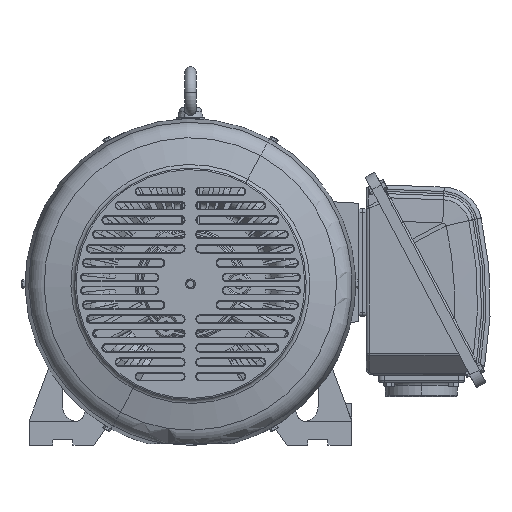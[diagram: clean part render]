
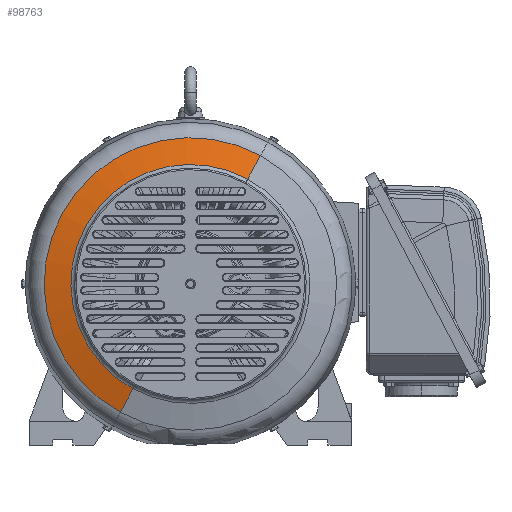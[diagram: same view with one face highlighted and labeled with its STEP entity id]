
A CAD part, front view. The second image highlights one B-rep face of the part: STEP entity #98763.
In plain terms, the highlighted conical face has half-angle 75 degrees and reference radius 166.688 mm.
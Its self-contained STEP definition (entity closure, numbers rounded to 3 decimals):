
#98646=CARTESIAN_POINT('Vertex',(97.792,-362.222,179.006)) ;
#98653=CARTESIAN_POINT('Vertex',(-97.792,-362.222,-179.006)) ;
#98670=CARTESIAN_POINT('Axis2P3D Location',(0.,-362.222,0.)) ;
#98721=CARTESIAN_POINT('Axis2P3D Location',(0.,-372.213,0.)) ;
#98726=CARTESIAN_POINT('Line Origine',(88.853,-367.217,162.645)) ;
#98730=CARTESIAN_POINT('Vertex',(79.915,-372.213,146.283)) ;
#98737=CARTESIAN_POINT('Vertex',(-79.915,-372.213,-146.283)) ;
#98740=CARTESIAN_POINT('Line Origine',(-88.853,-367.217,-162.645)) ;
#98752=CARTESIAN_POINT('Axis2P3D Location',(0.,-372.213,0.)) ;
#98671=DIRECTION('Axis2P3D Direction',(-0.,1.,0.)) ;
#98722=DIRECTION('Axis2P3D Direction',(0.,1.,0.)) ;
#98723=DIRECTION('Axis2P3D XDirection',(-0.479,0.,-0.878)) ;
#98727=DIRECTION('Vector Direction',(0.463,0.259,0.848)) ;
#98741=DIRECTION('Vector Direction',(-0.463,0.259,-0.848)) ;
#98753=DIRECTION('Axis2P3D Direction',(-0.,1.,0.)) ;
#98672=AXIS2_PLACEMENT_3D('Circle Axis2P3D',#98670,#98671,$) ;
#98724=AXIS2_PLACEMENT_3D('Cone Axis2P3D',#98721,#98722,#98723) ;
#98754=AXIS2_PLACEMENT_3D('Circle Axis2P3D',#98752,#98753,$) ;
#98758=ORIENTED_EDGE('',*,*,#98674,.F.) ;
#98759=ORIENTED_EDGE('',*,*,#98744,.T.) ;
#98760=ORIENTED_EDGE('',*,*,#98756,.T.) ;
#98761=ORIENTED_EDGE('',*,*,#98732,.F.) ;
#98728=VECTOR('Line Direction',#98727,1.) ;
#98742=VECTOR('Line Direction',#98741,1.) ;
#98763=ADVANCED_FACE('31407C309.1',(#98762),#98725,.T.) ;
#98673=CIRCLE('generated circle',#98672,203.977) ;
#98755=CIRCLE('generated circle',#98754,166.688) ;
#98725=CONICAL_SURFACE('Cone',#98724,166.688,1.309) ;
#98674=EDGE_CURVE('',#98654,#98647,#98673,.T.) ;
#98732=EDGE_CURVE('',#98647,#98731,#98729,.F.) ;
#98744=EDGE_CURVE('',#98654,#98738,#98743,.F.) ;
#98756=EDGE_CURVE('',#98738,#98731,#98755,.T.) ;
#98757=EDGE_LOOP('',(#98758,#98759,#98760,#98761)) ;
#98762=FACE_OUTER_BOUND('',#98757,.T.) ;
#98729=LINE('Line',#98726,#98728) ;
#98743=LINE('Line',#98740,#98742) ;
#98647=VERTEX_POINT('',#98646) ;
#98654=VERTEX_POINT('',#98653) ;
#98731=VERTEX_POINT('',#98730) ;
#98738=VERTEX_POINT('',#98737) ;
